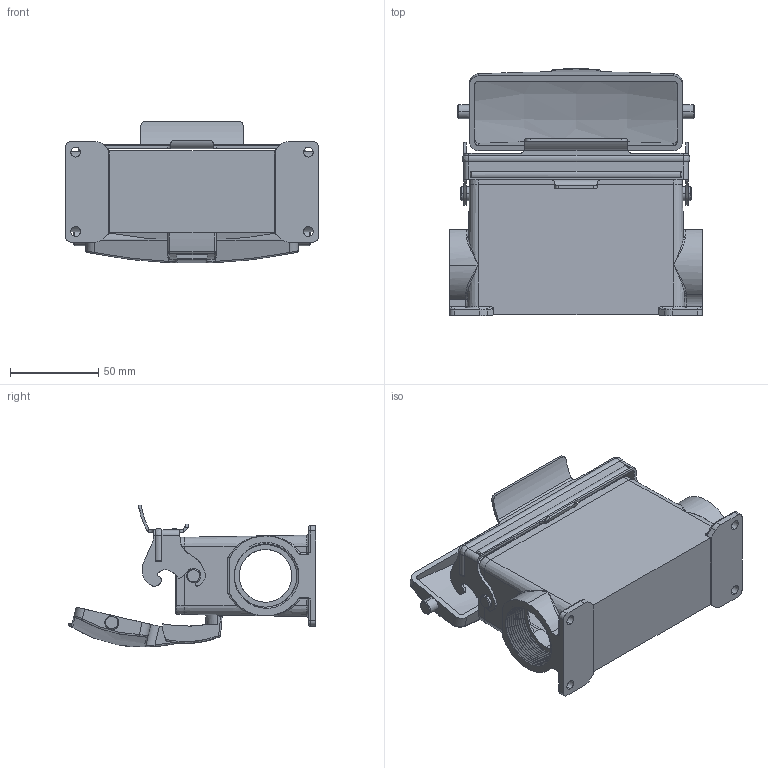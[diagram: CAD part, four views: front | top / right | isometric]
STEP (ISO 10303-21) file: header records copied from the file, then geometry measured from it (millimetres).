
FILE_DESCRIPTION (( 'STEP AP214' ), '1' );
FILE_NAME ('ZP-MC24B-2-SSM29CL.step', '2015-08-12T18:06:46', ( '' ), ( '' ), 'SwSTEP 2.0', 'SolidWorks 2014', '' );
FILE_SCHEMA (( 'AUTOMOTIVE_DESIGN' ));
Length unit declared in the file: millimetre
Products named in the file (1): ZP-MC24B-2-SSM29CL
Bounding box: 143.5 x 140.5 x 80.58 mm (x, y, z)
Volume: 207478.2 mm3; surface area: 99718.4 mm2
Topology: 3 solids, 3 shells, 469 faces, 1195 edges, 736 vertices
Faces by surface type: cylinder 182, plane 157, bspline 71, cone 29, torus 24, sphere 6
Entity records: 24104 total; most frequent: CARTESIAN_POINT 10407, ORIENTED_EDGE 2366, DIRECTION 1983, EDGE_CURVE 1183, VERTEX_POINT 736, AXIS2_PLACEMENT_3D 728, LINE 527, VECTOR 527
